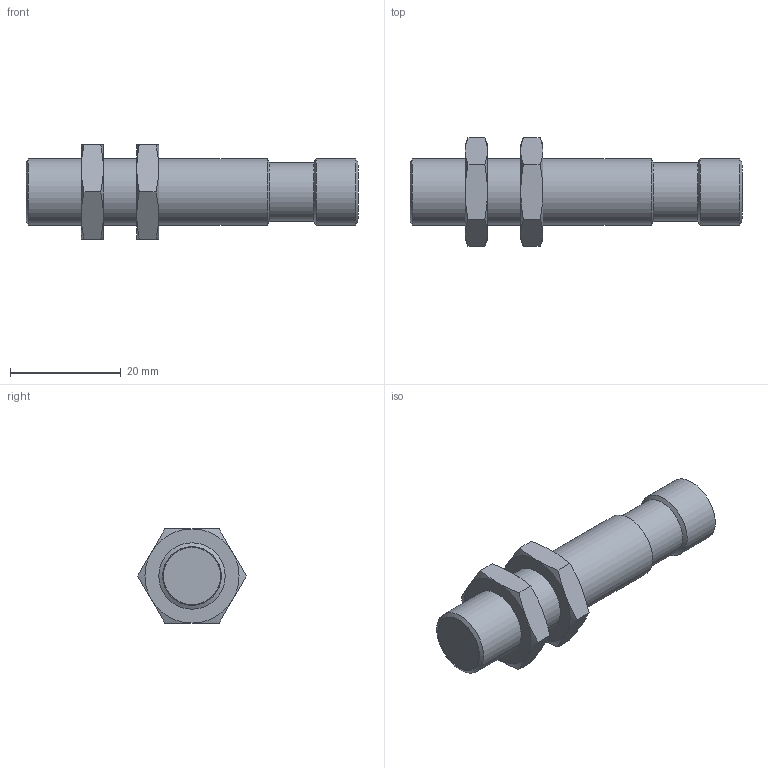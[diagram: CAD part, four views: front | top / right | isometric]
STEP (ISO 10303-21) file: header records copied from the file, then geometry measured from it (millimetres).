
FILE_DESCRIPTION (( 'STEP AP214' ), '1' );
FILE_NAME ('DW-AS-509-M12-390.STEP', '2019-09-11T19:22:18', ( '' ), ( '' ), 'SwSTEP 2.0', 'SolidWorks 2018', '' );
FILE_SCHEMA (( 'AUTOMOTIVE_DESIGN' ));
Length unit declared in the file: inch
Products named in the file (1): DW-AS-509-M12-390
Bounding box: 60 x 19.63 x 17 mm (x, y, z)
Volume: 7150.1 mm3; surface area: 3512.5 mm2
Topology: 1 solids, 1 shells, 93 faces, 224 edges, 136 vertices
Faces by surface type: plane 38, cone 30, cylinder 20, bspline 5
Full cylindrical faces by diameter (mm): 1 x4, 1.75 x1, 8.4 x1, 10.3 x1, 10.531 x1, 10.55 x1, 12 x4
Entity records: 2706 total; most frequent: CARTESIAN_POINT 739, DIRECTION 386, ORIENTED_EDGE 378, EDGE_CURVE 189, AXIS2_PLACEMENT_3D 159, VERTEX_POINT 128, EDGE_LOOP 123, FACE_OUTER_BOUND 106
